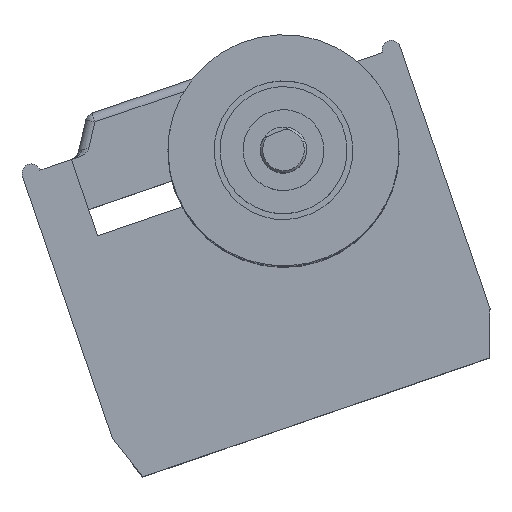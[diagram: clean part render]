
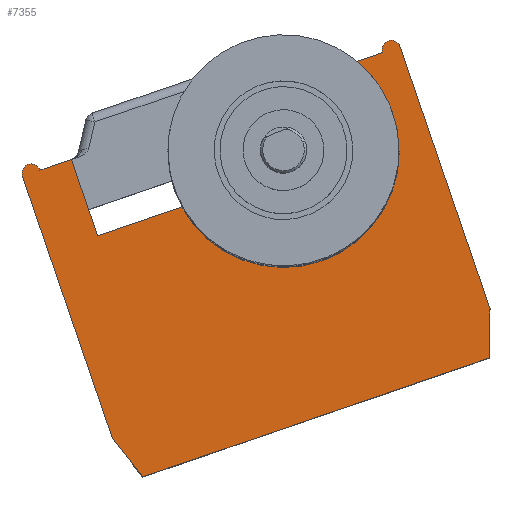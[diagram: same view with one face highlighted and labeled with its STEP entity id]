
A CAD part, top view. The second image highlights one B-rep face of the part: STEP entity #7355.
In plain terms, the highlighted face is planar.
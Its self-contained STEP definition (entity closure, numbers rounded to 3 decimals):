
#92 = LINE ( 'NONE', #4173, #5757 ) ;
#125 = CARTESIAN_POINT ( 'NONE',  ( 40.519, -7.213, 6.2 ) ) ;
#136 = PLANE ( 'NONE',  #6415 ) ;
#271 = VECTOR ( 'NONE', #9409, 1000. ) ;
#495 = DIRECTION ( 'NONE',  ( -0.33, 0., 0.944 ) ) ;
#556 = DIRECTION ( 'NONE',  ( 1., 0., 0. ) ) ;
#629 = CARTESIAN_POINT ( 'NONE',  ( 38.284, -7.213, 6.2 ) ) ;
#698 = EDGE_CURVE ( 'NONE', #6118, #9496, #4111, .T. ) ;
#699 = VECTOR ( 'NONE', #3782, 1000. ) ;
#717 = EDGE_CURVE ( 'NONE', #9496, #6867, #5854, .T. ) ;
#761 = CARTESIAN_POINT ( 'NONE',  ( 40.519, -7.213, 2.7 ) ) ;
#828 = VERTEX_POINT ( 'NONE', #2044 ) ;
#850 = VERTEX_POINT ( 'NONE', #4285 ) ;
#869 = DIRECTION ( 'NONE',  ( 0., 0., 1. ) ) ;
#931 = LINE ( 'NONE', #2250, #699 ) ;
#1326 = CARTESIAN_POINT ( 'NONE',  ( 65.714, -7.213, 2.7 ) ) ;
#1363 = ORIENTED_EDGE ( 'NONE', *, *, #1576, .T. ) ;
#1552 = LINE ( 'NONE', #7137, #9163 ) ;
#1576 = EDGE_CURVE ( 'NONE', #828, #3733, #1552, .T. ) ;
#1606 = ORIENTED_EDGE ( 'NONE', *, *, #717, .T. ) ;
#1635 = EDGE_CURVE ( 'NONE', #850, #1696, #3032, .T. ) ;
#1696 = VERTEX_POINT ( 'NONE', #629 ) ;
#1779 = AXIS2_PLACEMENT_3D ( 'NONE', #2052, #7240, #2787 ) ;
#1970 = ORIENTED_EDGE ( 'NONE', *, *, #1635, .F. ) ;
#2024 = DIRECTION ( 'NONE',  ( 0., 0., 1. ) ) ;
#2044 = CARTESIAN_POINT ( 'NONE',  ( 38.984, -7.213, -7.8 ) ) ;
#2052 = CARTESIAN_POINT ( 'NONE',  ( 38.684, -7.213, 6.2 ) ) ;
#2138 = VECTOR ( 'NONE', #8538, 1000. ) ;
#2202 = LINE ( 'NONE', #1326, #4410 ) ;
#2218 = VECTOR ( 'NONE', #556, 1000. ) ;
#2250 = CARTESIAN_POINT ( 'NONE',  ( 38.284, -7.213, -0.8 ) ) ;
#2307 = CARTESIAN_POINT ( 'NONE',  ( 65.714, -7.213, -0.8 ) ) ;
#2375 = VERTEX_POINT ( 'NONE', #5228 ) ;
#2428 = VECTOR ( 'NONE', #2024, 1000. ) ;
#2431 = FACE_OUTER_BOUND ( 'NONE', #6002, .T. ) ;
#2450 = ORIENTED_EDGE ( 'NONE', *, *, #3760, .T. ) ;
#2700 = VERTEX_POINT ( 'NONE', #4975 ) ;
#2787 = DIRECTION ( 'NONE',  ( 0., 0., -1. ) ) ;
#2919 = ORIENTED_EDGE ( 'NONE', *, *, #698, .T. ) ;
#3032 = CIRCLE ( 'NONE', #1779, 0.4 ) ;
#3160 = CARTESIAN_POINT ( 'NONE',  ( 55.154, -7.213, 6.2 ) ) ;
#3250 = ORIENTED_EDGE ( 'NONE', *, *, #8314, .T. ) ;
#3320 = VERTEX_POINT ( 'NONE', #761 ) ;
#3509 = CARTESIAN_POINT ( 'NONE',  ( 65.714, -7.213, -7.8 ) ) ;
#3552 = ORIENTED_EDGE ( 'NONE', *, *, #5223, .T. ) ;
#3733 = VERTEX_POINT ( 'NONE', #5600 ) ;
#3760 = EDGE_CURVE ( 'NONE', #2375, #3320, #92, .T. ) ;
#3780 = CIRCLE ( 'NONE', #8063, 0.4 ) ;
#3782 = DIRECTION ( 'NONE',  ( 0., 0., 1. ) ) ;
#3848 = EDGE_CURVE ( 'NONE', #6118, #8176, #3780, .T. ) ;
#3875 = VECTOR ( 'NONE', #4882, 1000. ) ;
#3923 = DIRECTION ( 'NONE',  ( 0., 0., -1. ) ) ;
#4111 = LINE ( 'NONE', #6315, #2138 ) ;
#4173 = CARTESIAN_POINT ( 'NONE',  ( 40.519, -7.213, -0.8 ) ) ;
#4210 = LINE ( 'NONE', #3509, #271 ) ;
#4285 = CARTESIAN_POINT ( 'NONE',  ( 39.084, -7.213, 6.2 ) ) ;
#4410 = VECTOR ( 'NONE', #6498, 1000. ) ;
#4434 = LINE ( 'NONE', #9395, #2218 ) ;
#4839 = VERTEX_POINT ( 'NONE', #7072 ) ;
#4882 = DIRECTION ( 'NONE',  ( -0.33, 0., -0.944 ) ) ;
#4975 = CARTESIAN_POINT ( 'NONE',  ( 53.319, -7.213, 2.7 ) ) ;
#5223 = EDGE_CURVE ( 'NONE', #6867, #828, #4210, .T. ) ;
#5228 = CARTESIAN_POINT ( 'NONE',  ( 40.519, -7.213, 6.2 ) ) ;
#5280 = DIRECTION ( 'NONE',  ( -1., 0., 0. ) ) ;
#5295 = DIRECTION ( 'NONE',  ( 0., 1., 0. ) ) ;
#5373 = ORIENTED_EDGE ( 'NONE', *, *, #3848, .F. ) ;
#5477 = EDGE_CURVE ( 'NONE', #2375, #850, #7997, .T. ) ;
#5512 = ORIENTED_EDGE ( 'NONE', *, *, #5477, .F. ) ;
#5600 = CARTESIAN_POINT ( 'NONE',  ( 38.284, -7.213, -5.8 ) ) ;
#5668 = DIRECTION ( 'NONE',  ( 0., 0., -1. ) ) ;
#5681 = EDGE_CURVE ( 'NONE', #4839, #8176, #4434, .T. ) ;
#5691 = CARTESIAN_POINT ( 'NONE',  ( 55.554, -7.213, -5.8 ) ) ;
#5724 = CARTESIAN_POINT ( 'NONE',  ( 53.319, -7.213, -0.8 ) ) ;
#5757 = VECTOR ( 'NONE', #5668, 1000. ) ;
#5854 = LINE ( 'NONE', #7822, #3875 ) ;
#6002 = EDGE_LOOP ( 'NONE', ( #8657, #5373, #2919, #1606, #3552, #1363, #3250, #1970, #5512, #2450, #6580, #7785 ) ) ;
#6107 = CARTESIAN_POINT ( 'NONE',  ( 54.754, -7.213, 6.2 ) ) ;
#6118 = VERTEX_POINT ( 'NONE', #6827 ) ;
#6315 = CARTESIAN_POINT ( 'NONE',  ( 55.554, -7.213, -0.8 ) ) ;
#6415 = AXIS2_PLACEMENT_3D ( 'NONE', #2307, #5295, #869 ) ;
#6498 = DIRECTION ( 'NONE',  ( 1., 0., 0. ) ) ;
#6580 = ORIENTED_EDGE ( 'NONE', *, *, #7853, .T. ) ;
#6827 = CARTESIAN_POINT ( 'NONE',  ( 55.554, -7.213, 6.2 ) ) ;
#6867 = VERTEX_POINT ( 'NONE', #7147 ) ;
#7067 = LINE ( 'NONE', #5724, #2428 ) ;
#7072 = CARTESIAN_POINT ( 'NONE',  ( 53.319, -7.213, 6.2 ) ) ;
#7137 = CARTESIAN_POINT ( 'NONE',  ( 38.984, -7.213, -7.8 ) ) ;
#7147 = CARTESIAN_POINT ( 'NONE',  ( 54.854, -7.213, -7.8 ) ) ;
#7240 = DIRECTION ( 'NONE',  ( 0., -1., 0. ) ) ;
#7355 = ADVANCED_FACE ( 'NONE', ( #2431 ), #136, .T. ) ;
#7771 = VECTOR ( 'NONE', #5280, 1000. ) ;
#7785 = ORIENTED_EDGE ( 'NONE', *, *, #7833, .T. ) ;
#7822 = CARTESIAN_POINT ( 'NONE',  ( 55.554, -7.213, -5.8 ) ) ;
#7833 = EDGE_CURVE ( 'NONE', #2700, #4839, #7067, .T. ) ;
#7853 = EDGE_CURVE ( 'NONE', #3320, #2700, #2202, .T. ) ;
#7997 = LINE ( 'NONE', #125, #7771 ) ;
#8063 = AXIS2_PLACEMENT_3D ( 'NONE', #3160, #8327, #3923 ) ;
#8176 = VERTEX_POINT ( 'NONE', #6107 ) ;
#8314 = EDGE_CURVE ( 'NONE', #3733, #1696, #931, .T. ) ;
#8327 = DIRECTION ( 'NONE',  ( 0., -1., 0. ) ) ;
#8538 = DIRECTION ( 'NONE',  ( 0., 0., -1. ) ) ;
#8657 = ORIENTED_EDGE ( 'NONE', *, *, #5681, .T. ) ;
#9163 = VECTOR ( 'NONE', #495, 1000. ) ;
#9395 = CARTESIAN_POINT ( 'NONE',  ( 53.319, -7.213, 6.2 ) ) ;
#9409 = DIRECTION ( 'NONE',  ( -1., 0., 0. ) ) ;
#9496 = VERTEX_POINT ( 'NONE', #5691 ) ;
